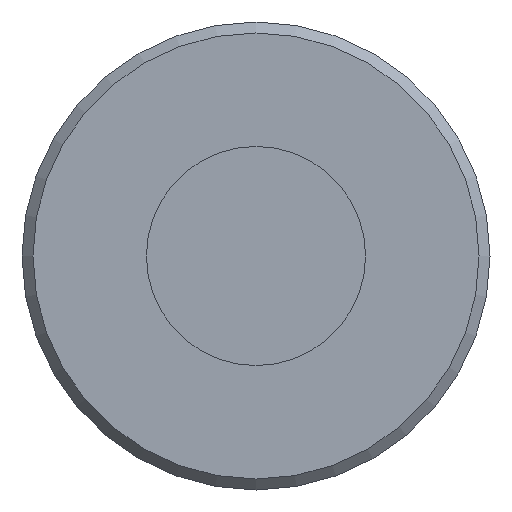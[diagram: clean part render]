
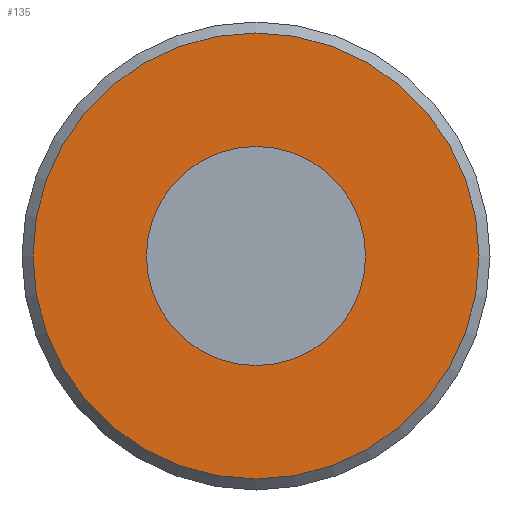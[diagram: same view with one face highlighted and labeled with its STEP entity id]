
A CAD part, left-side view. The second image highlights one B-rep face of the part: STEP entity #135.
In plain terms, the highlighted planar face has unit normal (-1, 0, 0).
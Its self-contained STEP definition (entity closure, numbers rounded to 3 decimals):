
#135 = ADVANCED_FACE( '', ( #255, #256 ), #257, .T. );
#255 = FACE_BOUND( '', #393, .T. );
#256 = FACE_OUTER_BOUND( '', #394, .T. );
#257 = PLANE( '', #395 );
#393 = EDGE_LOOP( '', ( #570 ) );
#394 = EDGE_LOOP( '', ( #571 ) );
#395 = AXIS2_PLACEMENT_3D( '', #572, #573, #574 );
#570 = ORIENTED_EDGE( '', *, *, #829, .T. );
#571 = ORIENTED_EDGE( '', *, *, #830, .F. );
#572 = CARTESIAN_POINT( '', ( 0., 22.4, 0. ) );
#573 = DIRECTION( '', ( -1., 0., 0. ) );
#574 = DIRECTION( '', ( 0., 0., 1. ) );
#829 = EDGE_CURVE( '', #932, #932, #933, .T. );
#830 = EDGE_CURVE( '', #934, #934, #935, .T. );
#932 = VERTEX_POINT( '', #1073 );
#933 = CIRCLE( '', #1074, 11. );
#934 = VERTEX_POINT( '', #1075 );
#935 = CIRCLE( '', #1076, 22.4 );
#1073 = CARTESIAN_POINT( '', ( 0., 0., -11. ) );
#1074 = AXIS2_PLACEMENT_3D( '', #1382, #1383, #1384 );
#1075 = CARTESIAN_POINT( '', ( 0., 0., -22.4 ) );
#1076 = AXIS2_PLACEMENT_3D( '', #1385, #1386, #1387 );
#1382 = CARTESIAN_POINT( '', ( 0., 0., 0. ) );
#1383 = DIRECTION( '', ( 1., 0., 0. ) );
#1384 = DIRECTION( '', ( 0., 0., -1. ) );
#1385 = CARTESIAN_POINT( '', ( 0., 0., 0. ) );
#1386 = DIRECTION( '', ( 1., 0., 0. ) );
#1387 = DIRECTION( '', ( 0., 0., -1. ) );
